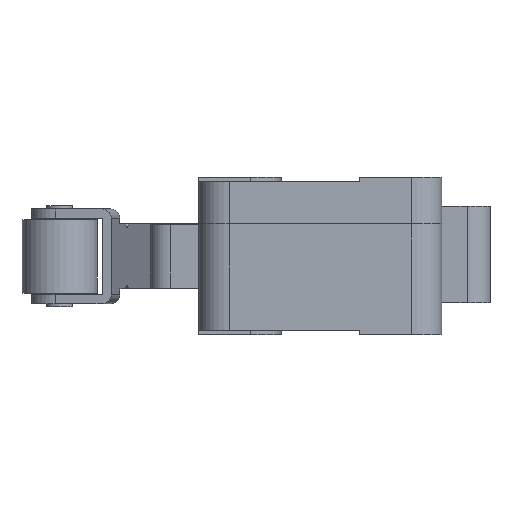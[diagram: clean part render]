
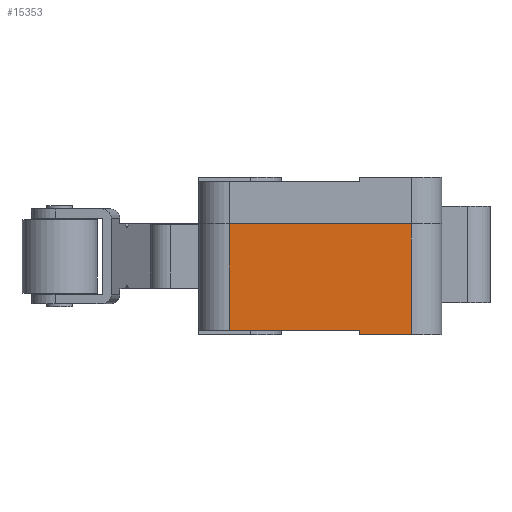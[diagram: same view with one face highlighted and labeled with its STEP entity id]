
A CAD part, left-side view. The second image highlights one B-rep face of the part: STEP entity #15353.
In plain terms, the highlighted planar face has unit normal (-1, 0, 0).
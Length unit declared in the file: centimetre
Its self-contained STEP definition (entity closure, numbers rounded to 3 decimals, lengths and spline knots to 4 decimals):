
#1710=FACE_OUTER_BOUND('',#2584,.T.);
#2584=EDGE_LOOP('',(#13992,#13993,#13994,#13995,#13996,#13997));
#3762=LINE('',#24931,#5428);
#4231=LINE('',#27779,#5897);
#4234=LINE('',#27787,#5900);
#4239=LINE('',#27799,#5905);
#4242=LINE('',#27805,#5908);
#4254=LINE('',#27835,#5920);
#5428=VECTOR('',#18131,1.);
#5897=VECTOR('',#19154,1.);
#5900=VECTOR('',#19161,1.);
#5905=VECTOR('',#19178,1.);
#5908=VECTOR('',#19187,1.);
#5920=VECTOR('',#19225,1.);
#7077=VERTEX_POINT('',#24921);
#7079=VERTEX_POINT('',#24930);
#7371=VERTEX_POINT('',#27775);
#7372=VERTEX_POINT('',#27777);
#7375=VERTEX_POINT('',#27786);
#7376=VERTEX_POINT('',#27797);
#8946=EDGE_CURVE('',#7079,#7077,#3762,.T.);
#9565=EDGE_CURVE('',#7371,#7372,#4231,.T.);
#9569=EDGE_CURVE('',#7375,#7371,#4234,.T.);
#9576=EDGE_CURVE('',#7376,#7372,#4239,.T.);
#9579=EDGE_CURVE('',#7375,#7077,#4242,.T.);
#9593=EDGE_CURVE('',#7376,#7079,#4254,.T.);
#13992=ORIENTED_EDGE('',*,*,#8946,.T.);
#13993=ORIENTED_EDGE('',*,*,#9579,.F.);
#13994=ORIENTED_EDGE('',*,*,#9569,.T.);
#13995=ORIENTED_EDGE('',*,*,#9565,.T.);
#13996=ORIENTED_EDGE('',*,*,#9576,.F.);
#13997=ORIENTED_EDGE('',*,*,#9593,.T.);
#14549=PLANE('',#16099);
#15353=ADVANCED_FACE('',(#1710),#14549,.T.);
#16099=AXIS2_PLACEMENT_3D('',#27834,#19223,#19224);
#18131=DIRECTION('',(0.,1.,0.));
#19154=DIRECTION('',(0.,0.,-1.));
#19161=DIRECTION('',(0.,-1.,0.));
#19178=DIRECTION('',(0.,1.,0.));
#19187=DIRECTION('',(0.,0.,1.));
#19223=DIRECTION('center_axis',(-1.,0.,0.));
#19224=DIRECTION('ref_axis',(0.,0.,1.));
#19225=DIRECTION('',(0.,0.,1.));
#24921=CARTESIAN_POINT('',(-2.89,0.6425,0.725));
#24930=CARTESIAN_POINT('',(-2.89,-0.5475,0.725));
#24931=CARTESIAN_POINT('',(-2.89,0.1475,0.725));
#27775=CARTESIAN_POINT('',(-2.89,-0.2075,0.03));
#27777=CARTESIAN_POINT('',(-2.89,-0.2075,0.));
#27779=CARTESIAN_POINT('',(-2.89,-0.2075,0.));
#27786=CARTESIAN_POINT('',(-2.89,0.6425,0.03));
#27787=CARTESIAN_POINT('',(-2.89,-0.246,0.03));
#27797=CARTESIAN_POINT('',(-2.89,-0.5475,0.));
#27799=CARTESIAN_POINT('',(-2.89,-0.5475,0.));
#27805=CARTESIAN_POINT('',(-2.89,0.6425,0.));
#27834=CARTESIAN_POINT('Origin',(-2.89,-0.5475,0.));
#27835=CARTESIAN_POINT('',(-2.89,-0.5475,0.));
